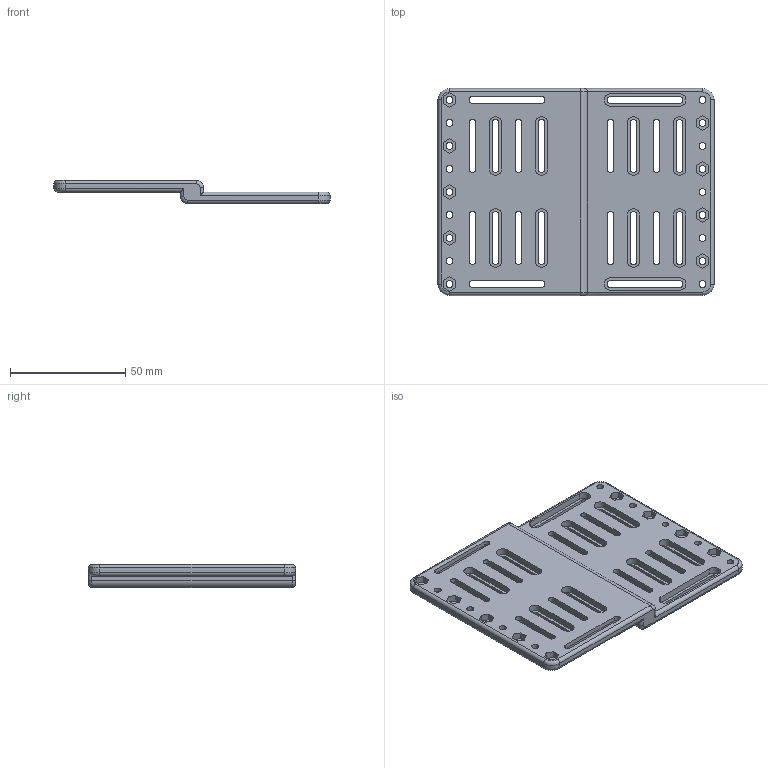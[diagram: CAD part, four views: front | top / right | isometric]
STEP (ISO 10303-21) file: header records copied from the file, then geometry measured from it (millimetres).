
FILE_DESCRIPTION (( 'STEP AP214' ), '1' );
FILE_NAME ('ｱ｡ｹﾘｽﾚﾑﾓｳ､ｱ', '2024-11-17T11:55:59', ( '' ), ( '' ), 'SwSTEP 2.0', 'SolidWorks 2024', '' );
FILE_SCHEMA (( 'AUTOMOTIVE_DESIGN' ));
Length unit declared in the file: millimetre
Products named in the file (1): 薄关节延长臂
Bounding box: 120 x 90 x 10 mm (x, y, z)
Volume: 44365 mm3; surface area: 27838.3 mm2
Topology: 1 solids, 1 shells, 394 faces, 1034 edges, 680 vertices
Faces by surface type: plane 236, cylinder 146, torus 12
Entity records: 12305 total; most frequent: CARTESIAN_POINT 2121, DIRECTION 2116, ORIENTED_EDGE 2068, EDGE_CURVE 1034, LINE 734, VECTOR 734, AXIS2_PLACEMENT_3D 691, VERTEX_POINT 680
